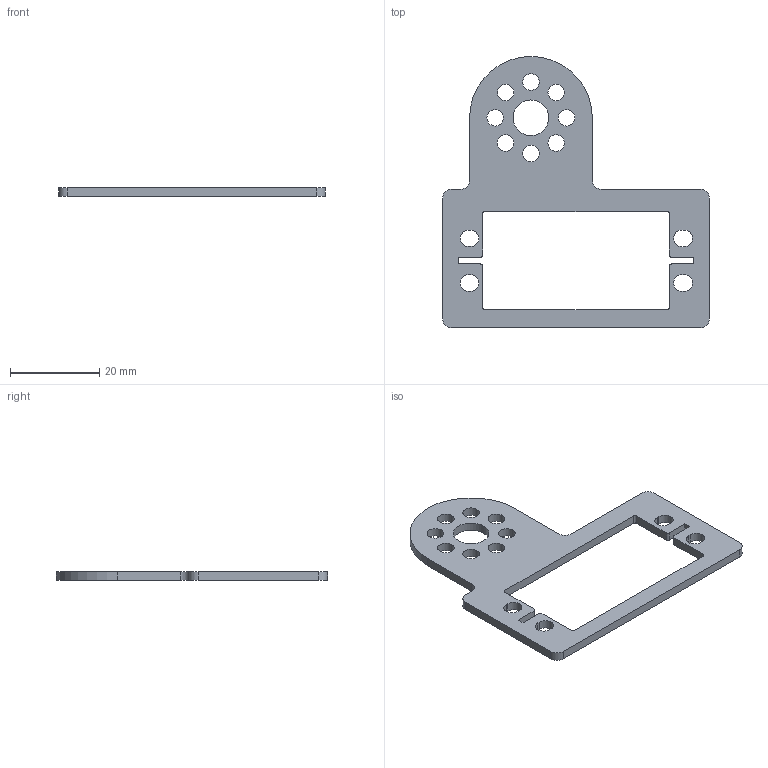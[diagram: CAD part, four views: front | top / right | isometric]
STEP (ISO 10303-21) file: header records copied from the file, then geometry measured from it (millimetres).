
FILE_DESCRIPTION(/* description */ (''),/* implementation_level */ '2;1');
FILE_NAME(/* name */ '41789_TXM-Servo Plate v1.step',/* time_stamp */ '2020-10-25T13:55:16-04:00',/* author */ (''),/* organization */ (''),/* preprocessor_version */ 'ST-DEVELOPER v18.1',/* originating_system */ 'Autodesk Translation Framework v9.3.0.1241',/* authorisation */ '');
FILE_SCHEMA (('AUTOMOTIVE_DESIGN { 1 0 10303 214 3 1 1 }'));
Length unit declared in the file: millimetre
Products named in the file (1): 41789_TXM-Servo Plate
Bounding box: 59.8 x 60.75 x 2 mm (x, y, z)
Volume: 2931.8 mm3; surface area: 4013.5 mm2
Topology: 1 solids, 1 shells, 61 faces, 177 edges, 118 vertices
Faces by surface type: cylinder 32, plane 29
Full cylindrical faces by diameter (mm): 3.7 x8, 8 x1
Entity records: 2131 total; most frequent: DIRECTION 365, CARTESIAN_POINT 357, ORIENTED_EDGE 354, EDGE_CURVE 177, AXIS2_PLACEMENT_3D 126, VERTEX_POINT 118, LINE 113, VECTOR 113
